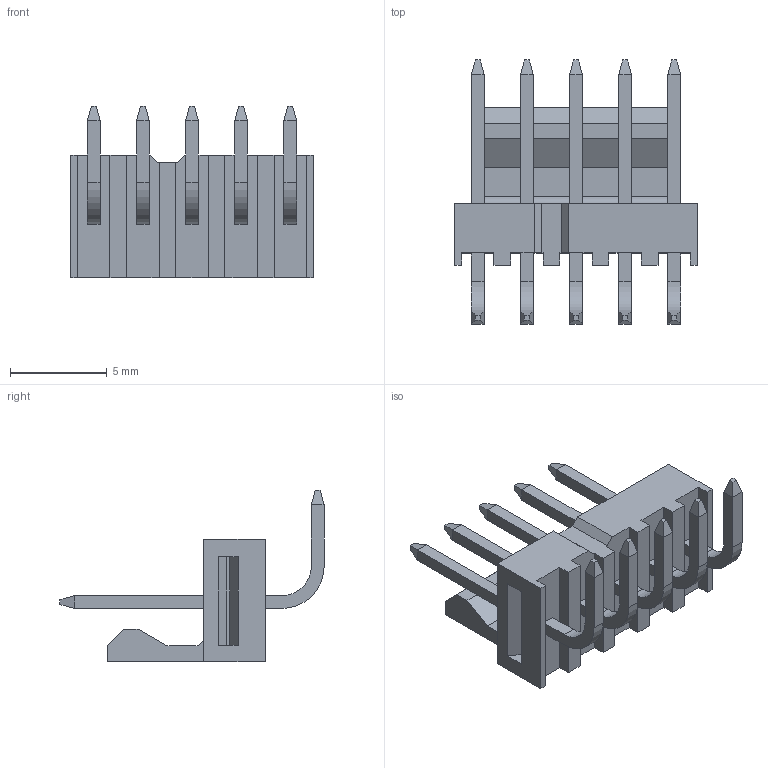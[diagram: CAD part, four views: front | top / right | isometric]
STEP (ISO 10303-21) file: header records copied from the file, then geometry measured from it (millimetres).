
FILE_DESCRIPTION((''),'2;1');
FILE_NAME('1718570005','2016-01-11T',('ME'),(''),'PRO/ENGINEER BY PARAMETRIC TECHNOLOGY CORPORATION, 2011490','PRO/ENGINEER BY PARAMETRIC TECHNOLOGY CORPORATION, 2011490','');
FILE_SCHEMA(('CONFIG_CONTROL_DESIGN'));
Length unit declared in the file: inch
Products named in the file (1): 1718570005
Bounding box: 12.55 x 13.67 x 8.89 mm (x, y, z)
Volume: 306.8 mm3; surface area: 632.7 mm2
Topology: 1 solids, 1 shells, 158 faces, 402 edges, 258 vertices
Faces by surface type: plane 147, cylinder 11
Entity records: 4682 total; most frequent: CARTESIAN_POINT 809, ORIENTED_EDGE 784, DIRECTION 752, EDGE_CURVE 392, VECTOR 370, LINE 370, VERTEX_POINT 248, AXIS2_PLACEMENT_3D 191
